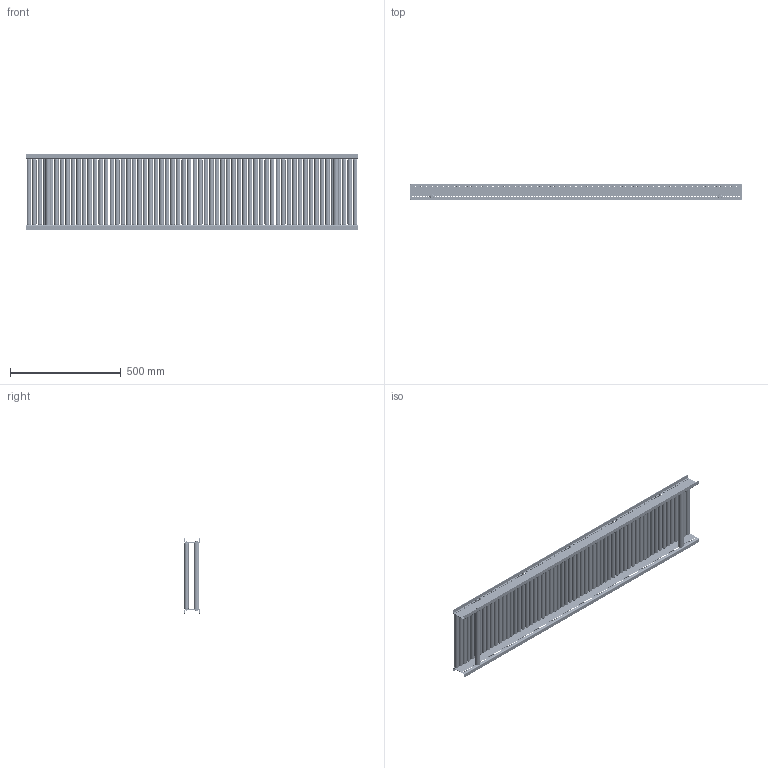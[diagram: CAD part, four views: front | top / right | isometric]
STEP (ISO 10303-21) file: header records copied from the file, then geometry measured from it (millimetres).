
FILE_DESCRIPTION (( 'STEP AP214' ), '1' );
FILE_NAME ('0051399.step', '2021-10-26T13:33:23', ( '' ), ( '' ), 'SwSTEP 2.0', 'SolidWorks 2020', '' );
FILE_SCHEMA (( 'AUTOMOTIVE_DESIGN' ));
Length unit declared in the file: millimetre
Products named in the file (8): 0026257_TYP-KUT50-20X1,5-6; Traversen_KFG_L300; Profil_KRB-20x70x20x2_KFG_S100205_U-PROFIL-20-70-20-2-KRB-�20-L=1500; 0017012_Tragrollenrohr-Ø20x1,5KU_KFG_L280; S100994_Sperrzahnschraube_M08x16-8.8-A2K; 0039777_Achse-ﾘ06-FA-KFG_L=320 f〉 D20; KUT50-20x1,5-KU-A6_FA-EL=KFG_L=300; 0051399
Assembly tree (72 placements, depth 3):
  0051399
    Profil_KRB-20x70x20x2_KFG_S100205_U-PROFIL-20-70-20-2-KRB-�20-L=1500  x2
    KUT50-20x1,5-KU-A6_FA-EL=KFG_L=300  x60
      0039777_Achse-ﾘ06-FA-KFG_L=320 f〉 D20
      0017012_Tragrollenrohr-Ø20x1,5KU_KFG_L280
      0026257_TYP-KUT50-20X1,5-6
    Traversen_KFG_L300  x2
    S100994_Sperrzahnschraube_M08x16-8.8-A2K  x4
Bounding box: 1500 x 71 x 340 mm (x, y, z)
Volume: 3309921.1 mm3; surface area: 3519056.7 mm2
Topology: 372 solids, 372 shells, 15860 faces, 38116 edges, 23844 vertices
Faces by surface type: cylinder 5916, plane 5272, bspline 2160, cone 2016, torus 496
Entity records: 27247 total; most frequent: CARTESIAN_POINT 5002, DIRECTION 4654, ORIENTED_EDGE 3940, AXIS2_PLACEMENT_3D 1975, EDGE_CURVE 1970, VERTEX_POINT 1286, EDGE_LOOP 1208, CIRCLE 1204
